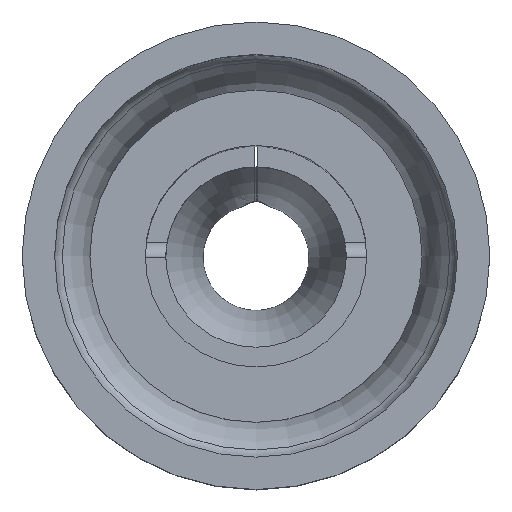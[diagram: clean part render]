
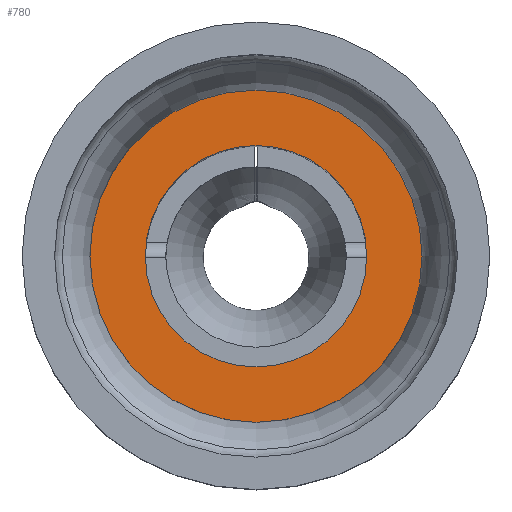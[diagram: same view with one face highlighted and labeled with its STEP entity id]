
A CAD part, top view. The second image highlights one B-rep face of the part: STEP entity #780.
In plain terms, the highlighted planar face has unit normal (0, 0, 1).
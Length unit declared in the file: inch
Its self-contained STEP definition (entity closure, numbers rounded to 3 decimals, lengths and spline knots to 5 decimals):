
#150=PLANE($,#867);
#181=FACE_BOUND($,#290,.T.);
#228=FACE_OUTER_BOUND($,#289,.T.);
#289=EDGE_LOOP($,(#722));
#290=EDGE_LOOP($,(#723));
#328=CIRCLE($,#866,0.087);
#329=CIRCLE($,#868,0.058);
#400=VERTEX_POINT($,#1764);
#401=VERTEX_POINT($,#1767);
#507=EDGE_CURVE($,#400,#400,#328,.T.);
#508=EDGE_CURVE($,#401,#401,#329,.T.);
#722=ORIENTED_EDGE($,*,*,#507,.T.);
#723=ORIENTED_EDGE($,*,*,#508,.F.);
#780=ADVANCED_FACE($,(#228,#181),#150,.T.);
#866=AXIS2_PLACEMENT_3D($,#1765,#1068,#1069);
#867=AXIS2_PLACEMENT_3D($,#1766,#1070,#1071);
#868=AXIS2_PLACEMENT_3D($,#1768,#1072,#1073);
#1068=DIRECTION('center_axis',(0.,0.,1.));
#1069=DIRECTION('ref_axis',(1.,0.,0.));
#1070=DIRECTION('center_axis',(0.,0.,1.));
#1071=DIRECTION('ref_axis',(1.,0.,0.));
#1072=DIRECTION('center_axis',(0.,0.,1.));
#1073=DIRECTION('ref_axis',(1.,0.,0.));
#1764=CARTESIAN_POINT('',(0.087,0.,0.25024));
#1765=CARTESIAN_POINT('Origin',(0.,0.,0.25024));
#1766=CARTESIAN_POINT('Origin',(0.058,0.,0.25024));
#1767=CARTESIAN_POINT('',(0.058,0.,0.25024));
#1768=CARTESIAN_POINT('Origin',(0.,0.,0.25024));
